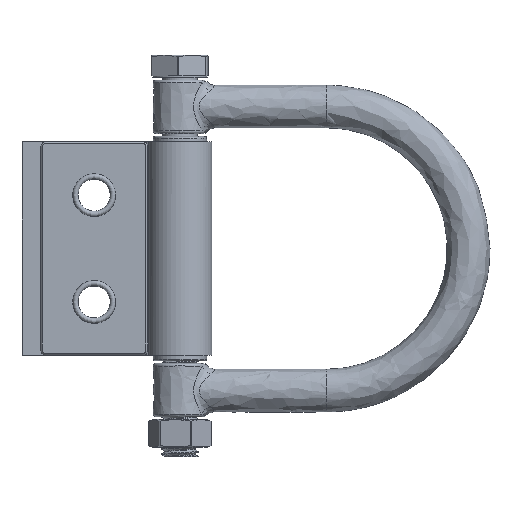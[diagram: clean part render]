
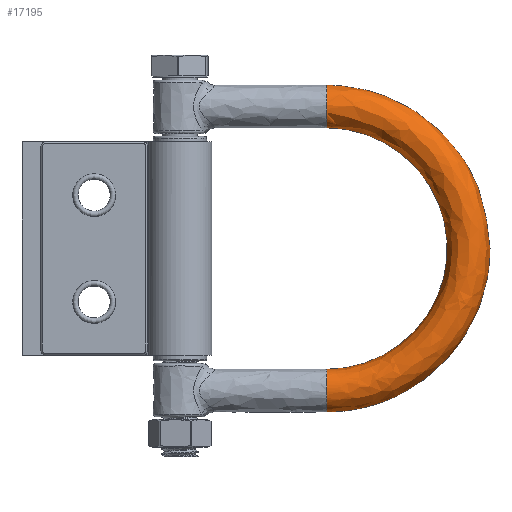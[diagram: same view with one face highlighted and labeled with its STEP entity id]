
A CAD part, top view. The second image highlights one B-rep face of the part: STEP entity #17195.
In plain terms, the highlighted free-form (B-spline) face has degree [2, 2] with [5, 7] control points.
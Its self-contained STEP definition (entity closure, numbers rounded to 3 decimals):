
#15650 = EDGE_CURVE('',#15651,#15651,#15653,.T.);
#15651 = VERTEX_POINT('',#15652);
#15652 = CARTESIAN_POINT('',(44.407,23.057,
    0.));
#15653 = ( BOUNDED_CURVE() B_SPLINE_CURVE(2,(#15654,#15655,#15656,#15657
    ,#15658,#15659,#15660),.UNSPECIFIED.,.T.,.F.) 
B_SPLINE_CURVE_WITH_KNOTS((3,2,2,3),(3.142,5.236,
7.33,9.425),.PIECEWISE_BEZIER_KNOTS.) CURVE() 
GEOMETRIC_REPRESENTATION_ITEM() RATIONAL_B_SPLINE_CURVE((1.,0.5,1.,0.5,
1.,0.5,1.)) REPRESENTATION_ITEM('') );
#15654 = CARTESIAN_POINT('',(44.407,23.057,
    0.));
#15655 = CARTESIAN_POINT('',(44.407,23.057,
    -7.068));
#15656 = CARTESIAN_POINT('',(44.407,29.178,
    -3.534));
#15657 = CARTESIAN_POINT('',(44.407,35.299,
    0.));
#15658 = CARTESIAN_POINT('',(44.407,29.178,
    3.534));
#15659 = CARTESIAN_POINT('',(44.407,23.057,
    7.068));
#15660 = CARTESIAN_POINT('',(44.407,23.057,
    0.));
#16217 = VERTEX_POINT('',#16218);
#16218 = CARTESIAN_POINT('',(44.407,-23.057,
    0.));
#16223 = EDGE_CURVE('',#16217,#16217,#16224,.T.);
#16224 = ( BOUNDED_CURVE() B_SPLINE_CURVE(2,(#16225,#16226,#16227,#16228
    ,#16229,#16230,#16231),.UNSPECIFIED.,.T.,.F.) 
B_SPLINE_CURVE_WITH_KNOTS((3,2,2,3),(3.142,5.236,
7.33,9.425),.PIECEWISE_BEZIER_KNOTS.) CURVE() 
GEOMETRIC_REPRESENTATION_ITEM() RATIONAL_B_SPLINE_CURVE((1.,0.5,1.,0.5,
1.,0.5,1.)) REPRESENTATION_ITEM('') );
#16225 = CARTESIAN_POINT('',(44.407,-23.057,
    0.));
#16226 = CARTESIAN_POINT('',(44.407,-23.057,
    -7.068));
#16227 = CARTESIAN_POINT('',(44.407,-29.178,
    -3.534));
#16228 = CARTESIAN_POINT('',(44.407,-35.299,
    0.));
#16229 = CARTESIAN_POINT('',(44.407,-29.178,
    3.534));
#16230 = CARTESIAN_POINT('',(44.407,-23.057,
    7.068));
#16231 = CARTESIAN_POINT('',(44.407,-23.057,
    0.));
#17195 = ADVANCED_FACE('',(#17196),#17209,.T.);
#17196 = FACE_BOUND('',#17197,.T.);
#17197 = EDGE_LOOP('',(#17198,#17199,#17207,#17208));
#17198 = ORIENTED_EDGE('',*,*,#16223,.F.);
#17199 = ORIENTED_EDGE('',*,*,#17200,.T.);
#17200 = EDGE_CURVE('',#16217,#15651,#17201,.T.);
#17201 = ( BOUNDED_CURVE() B_SPLINE_CURVE(2,(#17202,#17203,#17204,#17205
,#17206),.UNSPECIFIED.,.F.,.F.) B_SPLINE_CURVE_WITH_KNOTS((3,2,3),(
    4.712,6.283,7.854),
.PIECEWISE_BEZIER_KNOTS.) CURVE() GEOMETRIC_REPRESENTATION_ITEM() 
RATIONAL_B_SPLINE_CURVE((1.,0.707,1.,0.707,1.)) 
REPRESENTATION_ITEM('') );
#17202 = CARTESIAN_POINT('',(44.407,-23.057,
    0.));
#17203 = CARTESIAN_POINT('',(67.464,-23.057,
    0.));
#17204 = CARTESIAN_POINT('',(67.464,0.,
    0.));
#17205 = CARTESIAN_POINT('',(67.464,23.057,
    0.));
#17206 = CARTESIAN_POINT('',(44.407,23.057,
    0.));
#17207 = ORIENTED_EDGE('',*,*,#15650,.T.);
#17208 = ORIENTED_EDGE('',*,*,#17200,.F.);
#17209 = ( BOUNDED_SURFACE() B_SPLINE_SURFACE(2,2,(
    (#17210,#17211,#17212,#17213,#17214,#17215,#17216)
    ,(#17217,#17218,#17219,#17220,#17221,#17222,#17223)
    ,(#17224,#17225,#17226,#17227,#17228,#17229,#17230)
    ,(#17231,#17232,#17233,#17234,#17235,#17236,#17237)
    ,(#17238,#17239,#17240,#17241,#17242,#17243,#17244
)),.UNSPECIFIED.,.F.,.T.,.F.) B_SPLINE_SURFACE_WITH_KNOTS((3,2,3),(3,2,2
    ,3),(-1.571,0.,1.571),(3.142,
    5.236,7.33,9.425),
.PIECEWISE_BEZIER_KNOTS.) GEOMETRIC_REPRESENTATION_ITEM() 
RATIONAL_B_SPLINE_SURFACE((
    (1.,0.5,1.,0.5,1.,0.5,1.)
    ,(0.707,0.354,0.707,0.354
      ,0.707,0.354,0.707)
    ,(1.,0.5,1.,0.5,1.,0.5,1.)
    ,(0.707,0.354,0.707,0.354
      ,0.707,0.354,0.707)
,(1.,0.5,1.,0.5,1.,0.5,1.))) REPRESENTATION_ITEM('') SURFACE() );
#17210 = CARTESIAN_POINT('',(44.407,23.057,
    0.));
#17211 = CARTESIAN_POINT('',(44.407,23.057,
    7.068));
#17212 = CARTESIAN_POINT('',(44.407,29.178,
    3.534));
#17213 = CARTESIAN_POINT('',(44.407,35.299,
    0.));
#17214 = CARTESIAN_POINT('',(44.407,29.178,
    -3.534));
#17215 = CARTESIAN_POINT('',(44.407,23.057,
    -7.068));
#17216 = CARTESIAN_POINT('',(44.407,23.057,
    0.));
#17217 = CARTESIAN_POINT('',(67.464,23.057,
    0.));
#17218 = CARTESIAN_POINT('',(67.464,23.057,
    7.068));
#17219 = CARTESIAN_POINT('',(73.585,29.178,
    3.534));
#17220 = CARTESIAN_POINT('',(79.706,35.299,
    0.));
#17221 = CARTESIAN_POINT('',(73.585,29.178,
    -3.534));
#17222 = CARTESIAN_POINT('',(67.464,23.057,
    -7.068));
#17223 = CARTESIAN_POINT('',(67.464,23.057,
    0.));
#17224 = CARTESIAN_POINT('',(67.464,0.,
    0.));
#17225 = CARTESIAN_POINT('',(67.464,0.,
    7.068));
#17226 = CARTESIAN_POINT('',(73.585,0.,
    3.534));
#17227 = CARTESIAN_POINT('',(79.706,0.,
    0.));
#17228 = CARTESIAN_POINT('',(73.585,0.,
    -3.534));
#17229 = CARTESIAN_POINT('',(67.464,0.,
    -7.068));
#17230 = CARTESIAN_POINT('',(67.464,0.,
    0.));
#17231 = CARTESIAN_POINT('',(67.464,-23.057,
    0.));
#17232 = CARTESIAN_POINT('',(67.464,-23.057,
    7.068));
#17233 = CARTESIAN_POINT('',(73.585,-29.178,
    3.534));
#17234 = CARTESIAN_POINT('',(79.706,-35.299,
    0.));
#17235 = CARTESIAN_POINT('',(73.585,-29.178,
    -3.534));
#17236 = CARTESIAN_POINT('',(67.464,-23.057,
    -7.068));
#17237 = CARTESIAN_POINT('',(67.464,-23.057,
    0.));
#17238 = CARTESIAN_POINT('',(44.407,-23.057,
    0.));
#17239 = CARTESIAN_POINT('',(44.407,-23.057,
    7.068));
#17240 = CARTESIAN_POINT('',(44.407,-29.178,
    3.534));
#17241 = CARTESIAN_POINT('',(44.407,-35.299,
    0.));
#17242 = CARTESIAN_POINT('',(44.407,-29.178,
    -3.534));
#17243 = CARTESIAN_POINT('',(44.407,-23.057,
    -7.068));
#17244 = CARTESIAN_POINT('',(44.407,-23.057,
    0.));
